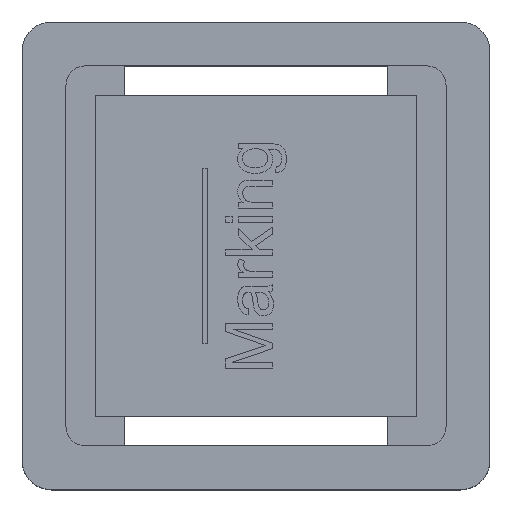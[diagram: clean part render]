
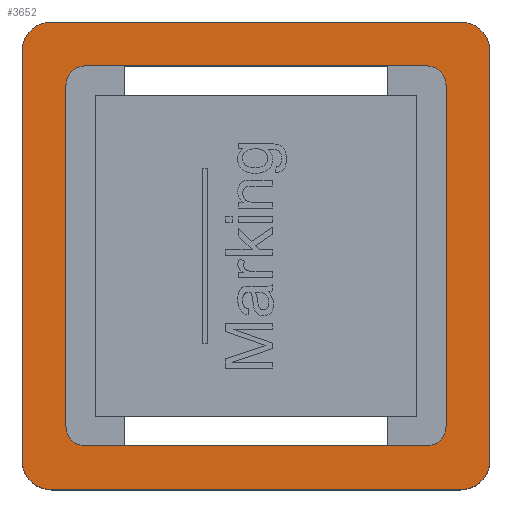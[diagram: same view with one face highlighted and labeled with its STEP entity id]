
A CAD part, top view. The second image highlights one B-rep face of the part: STEP entity #3652.
In plain terms, the highlighted planar face has unit normal (0, 0, 1).
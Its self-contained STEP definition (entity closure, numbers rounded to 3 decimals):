
#125=CIRCLE('',#4657,0.3);
#127=CIRCLE('',#4660,0.3);
#129=CIRCLE('',#4663,0.3);
#131=CIRCLE('',#4666,0.2);
#133=CIRCLE('',#4669,0.2);
#135=CIRCLE('',#4672,0.2);
#137=CIRCLE('',#4675,0.2);
#139=CIRCLE('',#4685,0.3);
#1081=ORIENTED_EDGE('',*,*,#1586,.T.);
#1082=ORIENTED_EDGE('',*,*,#1595,.T.);
#1083=ORIENTED_EDGE('',*,*,#1582,.T.);
#1084=ORIENTED_EDGE('',*,*,#1592,.T.);
#1085=ORIENTED_EDGE('',*,*,#1628,.T.);
#1086=ORIENTED_EDGE('',*,*,#1588,.T.);
#1087=ORIENTED_EDGE('',*,*,#1630,.T.);
#1088=ORIENTED_EDGE('',*,*,#1631,.T.);
#1089=ORIENTED_EDGE('',*,*,#1632,.F.);
#1090=ORIENTED_EDGE('',*,*,#1597,.F.);
#1091=ORIENTED_EDGE('',*,*,#1633,.F.);
#1092=ORIENTED_EDGE('',*,*,#1607,.F.);
#1093=ORIENTED_EDGE('',*,*,#1634,.F.);
#1094=ORIENTED_EDGE('',*,*,#1604,.F.);
#1095=ORIENTED_EDGE('',*,*,#1572,.F.);
#1096=ORIENTED_EDGE('',*,*,#1601,.F.);
#1572=EDGE_CURVE('',#1936,#1937,#2326,.T.);
#1582=EDGE_CURVE('',#1947,#1946,#2336,.T.);
#1586=EDGE_CURVE('',#1951,#1950,#2340,.T.);
#1588=EDGE_CURVE('',#1952,#1953,#125,.T.);
#1592=EDGE_CURVE('',#1946,#1956,#127,.T.);
#1595=EDGE_CURVE('',#1950,#1947,#129,.T.);
#1597=EDGE_CURVE('',#1958,#1959,#131,.T.);
#1601=EDGE_CURVE('',#1962,#1936,#133,.T.);
#1604=EDGE_CURVE('',#1937,#1964,#135,.T.);
#1607=EDGE_CURVE('',#1966,#1967,#137,.T.);
#1628=EDGE_CURVE('',#1956,#1952,#2368,.T.);
#1630=EDGE_CURVE('',#1953,#1982,#2370,.T.);
#1631=EDGE_CURVE('',#1982,#1951,#139,.T.);
#1632=EDGE_CURVE('',#1959,#1962,#2371,.T.);
#1633=EDGE_CURVE('',#1967,#1958,#2372,.T.);
#1634=EDGE_CURVE('',#1964,#1966,#2373,.T.);
#1936=VERTEX_POINT('',#7686);
#1937=VERTEX_POINT('',#7687);
#1946=VERTEX_POINT('',#7706);
#1947=VERTEX_POINT('',#7708);
#1950=VERTEX_POINT('',#7715);
#1951=VERTEX_POINT('',#7717);
#1952=VERTEX_POINT('',#7721);
#1953=VERTEX_POINT('',#7722);
#1956=VERTEX_POINT('',#7730);
#1958=VERTEX_POINT('',#7739);
#1959=VERTEX_POINT('',#7740);
#1962=VERTEX_POINT('',#7748);
#1964=VERTEX_POINT('',#7754);
#1966=VERTEX_POINT('',#7760);
#1967=VERTEX_POINT('',#7761);
#1982=VERTEX_POINT('',#7807);
#2326=LINE('',#7685,#2724);
#2336=LINE('',#7707,#2734);
#2340=LINE('',#7716,#2738);
#2368=LINE('',#7803,#2766);
#2370=LINE('',#7806,#2768);
#2371=LINE('',#7809,#2769);
#2372=LINE('',#7810,#2770);
#2373=LINE('',#7811,#2771);
#2724=VECTOR('',#5470,1000.);
#2734=VECTOR('',#5482,1000.);
#2738=VECTOR('',#5488,1000.);
#2766=VECTOR('',#5572,1000.);
#2768=VECTOR('',#5576,1000.);
#2769=VECTOR('',#5579,1000.);
#2770=VECTOR('',#5580,1000.);
#2771=VECTOR('',#5581,1000.);
#3032=EDGE_LOOP('',(#1081,#1082,#1083,#1084,#1085,#1086,#1087,#1088));
#3033=EDGE_LOOP('',(#1089,#1090,#1091,#1092,#1093,#1094,#1095,#1096));
#3293=FACE_BOUND('',#3032,.T.);
#3294=FACE_BOUND('',#3033,.T.);
#3445=PLANE('',#4684);
#3652=ADVANCED_FACE('',(#3293,#3294),#3445,.T.);
#4657=AXIS2_PLACEMENT_3D('',#7720,#5492,#5493);
#4660=AXIS2_PLACEMENT_3D('',#7729,#5500,#5501);
#4663=AXIS2_PLACEMENT_3D('',#7735,#5507,#5508);
#4666=AXIS2_PLACEMENT_3D('',#7738,#5513,#5514);
#4669=AXIS2_PLACEMENT_3D('',#7747,#5521,#5522);
#4672=AXIS2_PLACEMENT_3D('',#7753,#5528,#5529);
#4675=AXIS2_PLACEMENT_3D('',#7759,#5535,#5536);
#4684=AXIS2_PLACEMENT_3D('',#7805,#5574,#5575);
#4685=AXIS2_PLACEMENT_3D('',#7808,#5577,#5578);
#5470=DIRECTION('',(1.,0.,0.));
#5482=DIRECTION('',(0.,1.,0.));
#5488=DIRECTION('',(1.,0.,0.));
#5492=DIRECTION('',(0.,0.,1.));
#5493=DIRECTION('',(1.,0.,0.));
#5500=DIRECTION('',(0.,0.,1.));
#5501=DIRECTION('',(1.,0.,0.));
#5507=DIRECTION('',(0.,0.,1.));
#5508=DIRECTION('',(1.,0.,0.));
#5513=DIRECTION('',(0.,0.,1.));
#5514=DIRECTION('',(1.,0.,0.));
#5521=DIRECTION('',(0.,0.,1.));
#5522=DIRECTION('',(1.,0.,0.));
#5528=DIRECTION('',(0.,0.,1.));
#5529=DIRECTION('',(1.,0.,0.));
#5535=DIRECTION('',(0.,0.,1.));
#5536=DIRECTION('',(1.,0.,0.));
#5572=DIRECTION('',(-1.,0.,0.));
#5574=DIRECTION('',(0.,0.,1.));
#5575=DIRECTION('',(1.,0.,0.));
#5576=DIRECTION('',(0.,-1.,0.));
#5577=DIRECTION('',(0.,0.,1.));
#5578=DIRECTION('',(1.,0.,0.));
#5579=DIRECTION('',(0.,-1.,0.));
#5580=DIRECTION('',(-1.,0.,0.));
#5581=DIRECTION('',(0.,1.,0.));
#7685=CARTESIAN_POINT('',(-1.95,-1.95,1.8));
#7686=CARTESIAN_POINT('',(-1.75,-1.95,1.8));
#7687=CARTESIAN_POINT('',(1.75,-1.95,1.8));
#7706=CARTESIAN_POINT('',(2.4,2.1,1.8));
#7707=CARTESIAN_POINT('',(2.4,-2.4,1.8));
#7708=CARTESIAN_POINT('',(2.4,-2.1,1.8));
#7715=CARTESIAN_POINT('',(2.1,-2.4,1.8));
#7716=CARTESIAN_POINT('',(-2.4,-2.4,1.8));
#7717=CARTESIAN_POINT('',(-2.1,-2.4,1.8));
#7720=CARTESIAN_POINT('',(-2.1,2.1,1.8));
#7721=CARTESIAN_POINT('',(-2.1,2.4,1.8));
#7722=CARTESIAN_POINT('',(-2.4,2.1,1.8));
#7729=CARTESIAN_POINT('',(2.1,2.1,1.8));
#7730=CARTESIAN_POINT('',(2.1,2.4,1.8));
#7735=CARTESIAN_POINT('',(2.1,-2.1,1.8));
#7738=CARTESIAN_POINT('',(-1.75,1.75,1.8));
#7739=CARTESIAN_POINT('',(-1.75,1.95,1.8));
#7740=CARTESIAN_POINT('',(-1.95,1.75,1.8));
#7747=CARTESIAN_POINT('',(-1.75,-1.75,1.8));
#7748=CARTESIAN_POINT('',(-1.95,-1.75,1.8));
#7753=CARTESIAN_POINT('',(1.75,-1.75,1.8));
#7754=CARTESIAN_POINT('',(1.95,-1.75,1.8));
#7759=CARTESIAN_POINT('',(1.75,1.75,1.8));
#7760=CARTESIAN_POINT('',(1.95,1.75,1.8));
#7761=CARTESIAN_POINT('',(1.75,1.95,1.8));
#7803=CARTESIAN_POINT('',(2.4,2.4,1.8));
#7805=CARTESIAN_POINT('',(0.,0.,1.8));
#7806=CARTESIAN_POINT('',(-2.4,2.4,1.8));
#7807=CARTESIAN_POINT('',(-2.4,-2.1,1.8));
#7808=CARTESIAN_POINT('',(-2.1,-2.1,1.8));
#7809=CARTESIAN_POINT('',(-1.95,1.95,1.8));
#7810=CARTESIAN_POINT('',(1.95,1.95,1.8));
#7811=CARTESIAN_POINT('',(1.95,-1.95,1.8));
